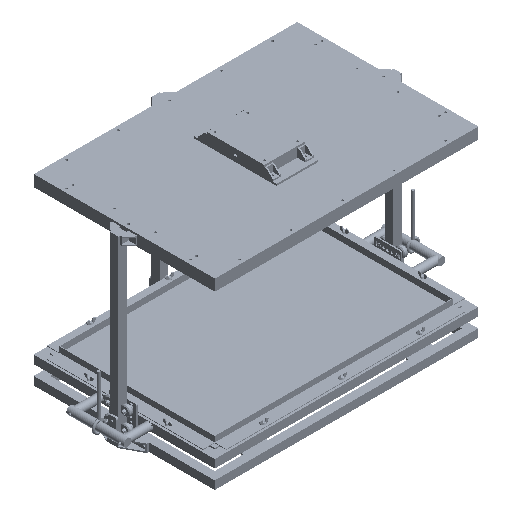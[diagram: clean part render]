
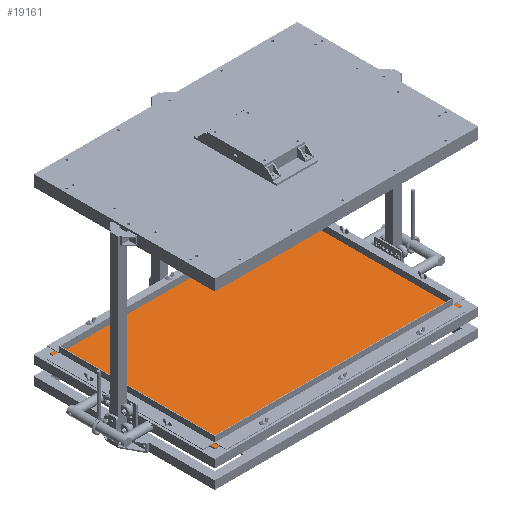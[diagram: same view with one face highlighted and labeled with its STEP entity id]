
A CAD part, isometric view. The second image highlights one B-rep face of the part: STEP entity #19161.
In plain terms, the highlighted planar face has unit normal (0, 0, 1).
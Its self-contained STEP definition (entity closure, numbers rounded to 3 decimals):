
#2329=FACE_OUTER_BOUND('',#3452,.T.);
#3452=EDGE_LOOP('',(#13320,#13321,#13322,#13323));
#4938=LINE('',#28096,#6807);
#4941=LINE('',#28102,#6810);
#4944=LINE('',#28108,#6813);
#4947=LINE('',#28112,#6816);
#6807=VECTOR('',#22452,10.);
#6810=VECTOR('',#22457,10.);
#6813=VECTOR('',#22462,10.);
#6816=VECTOR('',#22467,10.);
#8642=VERTEX_POINT('',#28093);
#8643=VERTEX_POINT('',#28095);
#8645=VERTEX_POINT('',#28101);
#8647=VERTEX_POINT('',#28107);
#10464=EDGE_CURVE('',#8643,#8642,#4938,.T.);
#10467=EDGE_CURVE('',#8645,#8643,#4941,.T.);
#10470=EDGE_CURVE('',#8647,#8645,#4944,.T.);
#10473=EDGE_CURVE('',#8642,#8647,#4947,.T.);
#13320=ORIENTED_EDGE('',*,*,#10473,.T.);
#13321=ORIENTED_EDGE('',*,*,#10470,.T.);
#13322=ORIENTED_EDGE('',*,*,#10467,.T.);
#13323=ORIENTED_EDGE('',*,*,#10464,.T.);
#18443=PLANE('',#20358);
#19161=ADVANCED_FACE('',(#2329),#18443,.T.);
#20358=AXIS2_PLACEMENT_3D('',#28113,#22468,#22469);
#22452=DIRECTION('',(1.,0.,0.));
#22457=DIRECTION('',(0.,-1.,0.));
#22462=DIRECTION('',(-1.,0.,0.));
#22467=DIRECTION('',(0.,1.,0.));
#22468=DIRECTION('center_axis',(0.,0.,1.));
#22469=DIRECTION('ref_axis',(1.,0.,0.));
#28093=CARTESIAN_POINT('',(300.,-200.,3.));
#28095=CARTESIAN_POINT('',(-300.,-200.,3.));
#28096=CARTESIAN_POINT('',(-300.,-200.,3.));
#28101=CARTESIAN_POINT('',(-300.,200.,3.));
#28102=CARTESIAN_POINT('',(-300.,200.,3.));
#28107=CARTESIAN_POINT('',(300.,200.,3.));
#28108=CARTESIAN_POINT('',(300.,200.,3.));
#28112=CARTESIAN_POINT('',(300.,-200.,3.));
#28113=CARTESIAN_POINT('Origin',(0.,0.,3.));
